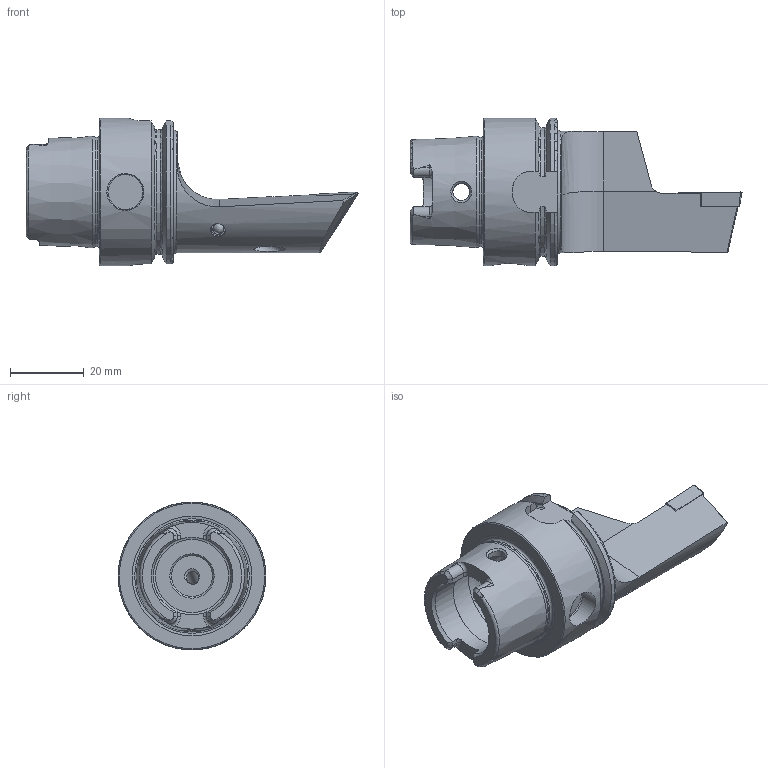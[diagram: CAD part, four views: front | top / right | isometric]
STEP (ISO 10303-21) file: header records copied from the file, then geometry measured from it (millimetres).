
FILE_DESCRIPTION (( 'STEP AP214' ), '1' );
FILE_NAME ('HA4.KDB.LJA.070-F0.STEP', '2021-09-21T14:17:49', ( '' ), ( '' ), 'SwSTEP 2.0', 'SolidWorks 2017', '' );
FILE_SCHEMA (( 'AUTOMOTIVE_DESIGN' ));
Length unit declared in the file: millimetre
Products named in the file (6): HA4-KDB.LJA.070-F0_A_Fertigbearbeitung; WCB-ER2.001.009_A; KVT_MB_600_040; HA4.KDB.LJA.070-F0; WKX-ER1.004.005_A_PreviewCfg; DCMT11T304
Assembly tree (6 placements, depth 2):
  HA4.KDB.LJA.070-F0
    HA4-KDB.LJA.070-F0_A_Fertigbearbeitung
    WCB-ER2.001.009_A
    DCMT11T304
    KVT_MB_600_040  x2
    WKX-ER1.004.005_A_PreviewCfg
Bounding box: 89.9 x 40 x 40 mm (x, y, z)
Volume: 37019.1 mm3; surface area: 14141.4 mm2
Topology: 8 solids, 8 shells, 269 faces, 679 edges, 421 vertices
Faces by surface type: plane 90, cylinder 67, cone 65, torus 25, bspline 19, sphere 3
Full cylindrical faces by diameter (mm): 1.7 x1, 3 x2, 3.3 x6, 4 x8, 4.2 x1, 4.4 x1, 4.6 x2, 5.25 x1, 6.1 x1, 10 x1, 11 x1, 12.5 x1, 21 x2, 25.5 x1, 29.707 x1, 33 x1, 40 x1
Entity records: 10238 total; most frequent: CARTESIAN_POINT 3538, ORIENTED_EDGE 1100, DIRECTION 1026, EDGE_CURVE 550, AXIS2_PLACEMENT_3D 415, VERTEX_POINT 380, EDGE_LOOP 336, FACE_OUTER_BOUND 293
